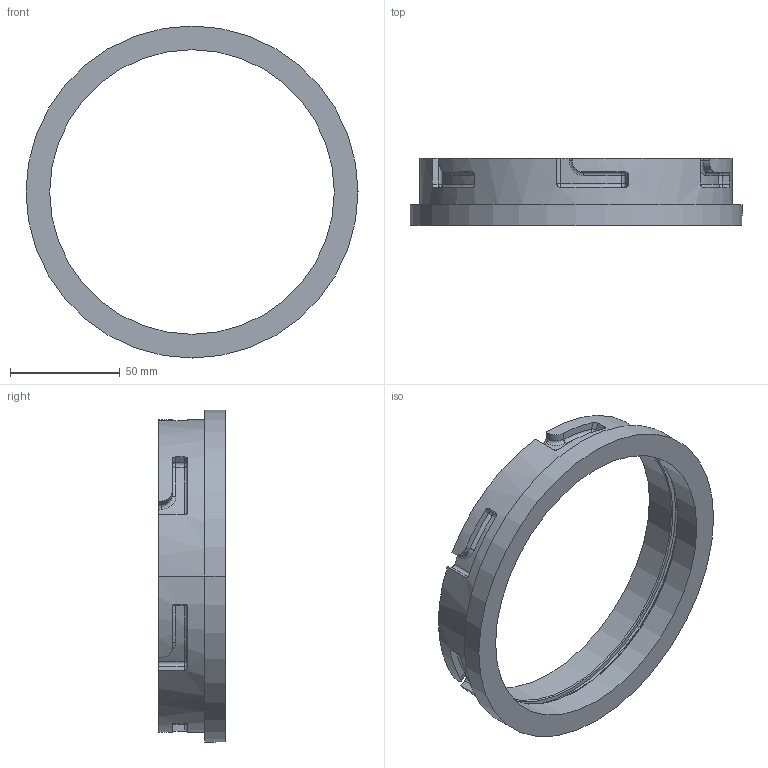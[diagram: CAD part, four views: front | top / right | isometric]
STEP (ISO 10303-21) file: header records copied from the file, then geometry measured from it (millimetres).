
FILE_DESCRIPTION (( 'STEP AP214' ), '1' );
FILE_NAME ('twist_coupling_V4.STEP', '2019-09-18T00:17:59', ( '' ), ( '' ), 'SwSTEP 2.0', 'SolidWorks 2018', '' );
FILE_SCHEMA (( 'AUTOMOTIVE_DESIGN' ));
Length unit declared in the file: inch
Products named in the file (1): twist_coupling_V4
Bounding box: 151.13 x 30.48 x 151.13 mm (x, y, z)
Volume: 90515.7 mm3; surface area: 39671.2 mm2
Topology: 1 solids, 1 shells, 140 faces, 349 edges, 196 vertices
Faces by surface type: cylinder 61, plane 35, torus 20, sphere 18, bspline 6
Entity records: 4973 total; most frequent: CARTESIAN_POINT 1682, DIRECTION 733, ORIENTED_EDGE 662, EDGE_CURVE 331, AXIS2_PLACEMENT_3D 303, VERTEX_POINT 196, CIRCLE 168, EDGE_LOOP 145
